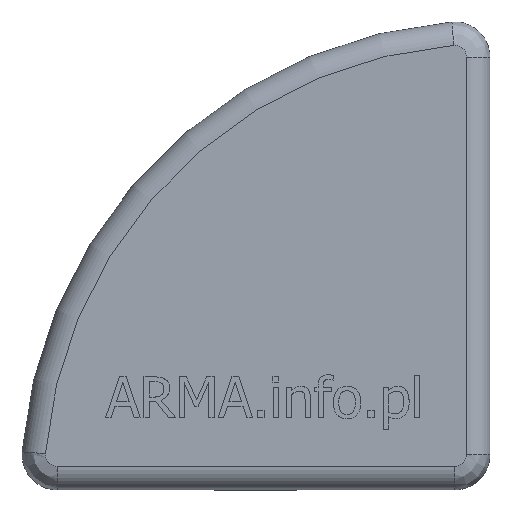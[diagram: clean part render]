
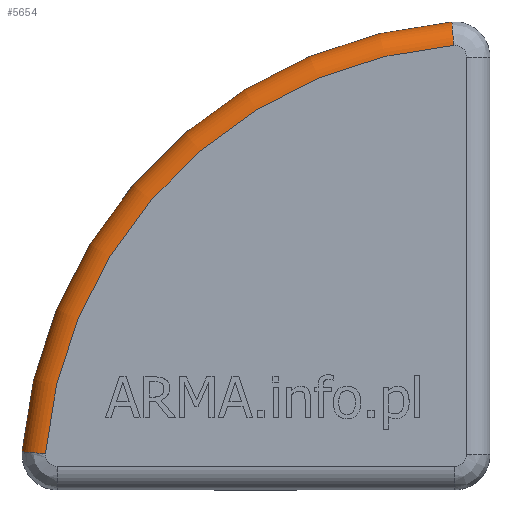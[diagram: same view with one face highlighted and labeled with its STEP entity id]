
A CAD part, top view. The second image highlights one B-rep face of the part: STEP entity #5654.
In plain terms, the highlighted toroidal (fillet/blend) face has major radius 38 mm and minor radius 2 mm.
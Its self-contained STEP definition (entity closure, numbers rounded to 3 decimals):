
#4398=CARTESIAN_POINT('',(-3.081,37.875,4.0));
#4399=VERTEX_POINT('',#4398);
#4407=CARTESIAN_POINT('',(-37.875,3.081,4.0));
#4408=VERTEX_POINT('',#4407);
#4409=CARTESIAN_POINT('',(0.0,0.0,4.0));
#4410=DIRECTION('',(0.0,0.0,-1.0));
#4411=DIRECTION('',(-0.707,0.707,0.0));
#4412=AXIS2_PLACEMENT_3D('',#4409,#4410,#4411);
#4413=CIRCLE('',#4412,38.0);
#4414=EDGE_CURVE('',#4408,#4399,#4413,.T.);
#5608=CARTESIAN_POINT('',(-39.868,3.243,2.0));
#5609=VERTEX_POINT('',#5608);
#5610=CARTESIAN_POINT('',(-37.875,3.081,2.0));
#5611=DIRECTION('',(-0.081,-0.997,0.0));
#5612=DIRECTION('',(0.0,0.0,1.0));
#5613=AXIS2_PLACEMENT_3D('',#5610,#5611,#5612);
#5614=CIRCLE('',#5613,2.0);
#5615=EDGE_CURVE('',#4408,#5609,#5614,.T.);
#5629=CARTESIAN_POINT('',(0.0,0.0,2.0));
#5630=DIRECTION('',(0.0,0.0,1.0));
#5631=DIRECTION('',(1.0,0.0,0.0));
#5632=AXIS2_PLACEMENT_3D('',#5629,#5630,#5631);
#5633=TOROIDAL_SURFACE('',#5632,38.0,2.0);
#5634=CARTESIAN_POINT('',(-3.243,39.868,2.0));
#5635=VERTEX_POINT('',#5634);
#5636=CARTESIAN_POINT('',(-3.081,37.875,2.0));
#5637=DIRECTION('',(-0.997,-0.081,0.0));
#5638=DIRECTION('',(0.0,0.0,1.0));
#5639=AXIS2_PLACEMENT_3D('',#5636,#5637,#5638);
#5640=CIRCLE('',#5639,2.0);
#5641=EDGE_CURVE('',#4399,#5635,#5640,.T.);
#5642=ORIENTED_EDGE('',*,*,#5641,.T.);
#5643=CARTESIAN_POINT('',(0.0,0.0,2.0));
#5644=DIRECTION('',(0.0,0.0,1.0));
#5645=DIRECTION('',(-0.707,0.707,0.0));
#5646=AXIS2_PLACEMENT_3D('',#5643,#5644,#5645);
#5647=CIRCLE('',#5646,40.0);
#5648=EDGE_CURVE('',#5635,#5609,#5647,.T.);
#5649=ORIENTED_EDGE('',*,*,#5648,.T.);
#5650=ORIENTED_EDGE('',*,*,#5615,.F.);
#5651=ORIENTED_EDGE('',*,*,#4414,.T.);
#5652=EDGE_LOOP('',(#5642,#5649,#5650,#5651));
#5653=FACE_OUTER_BOUND('',#5652,.T.);
#5654=ADVANCED_FACE('',(#5653),#5633,.T.);
